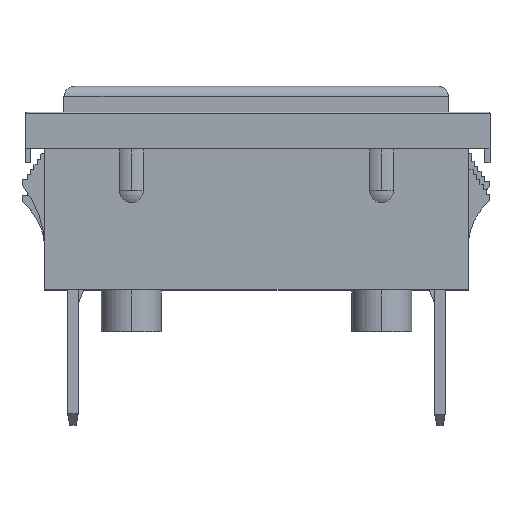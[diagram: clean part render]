
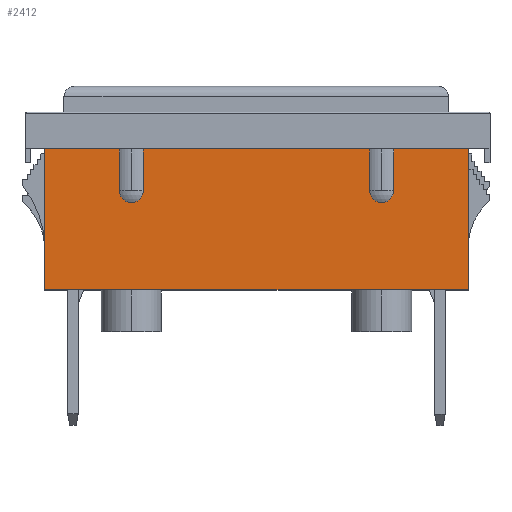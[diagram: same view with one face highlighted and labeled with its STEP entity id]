
A CAD part, top view. The second image highlights one B-rep face of the part: STEP entity #2412.
In plain terms, the highlighted planar face has unit normal (0, 0, 1).
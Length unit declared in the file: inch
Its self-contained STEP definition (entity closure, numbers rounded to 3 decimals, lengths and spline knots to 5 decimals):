
#19 = VERTEX_POINT ( 'NONE', #9697 ) ;
#119 = CARTESIAN_POINT ( 'NONE',  ( 0.635, 0., 0.189 ) ) ;
#263 = EDGE_CURVE ( 'NONE', #8383, #8055, #4902, .T. ) ;
#275 = CARTESIAN_POINT ( 'NONE',  ( -0.375, 0.29732, 0.189 ) ) ;
#536 = VECTOR ( 'NONE', #5541, 39.37008 ) ;
#675 = VECTOR ( 'NONE', #3238, 39.37008 ) ;
#782 = CIRCLE ( 'NONE', #3453, 0.03597 ) ;
#1030 = LINE ( 'NONE', #8454, #4910 ) ;
#1048 = DIRECTION ( 'NONE',  ( -1., 0., 0. ) ) ;
#1081 = EDGE_CURVE ( 'NONE', #2192, #7845, #1873, .T. ) ;
#1219 = VECTOR ( 'NONE', #8543, 39.37008 ) ;
#1277 = CARTESIAN_POINT ( 'NONE',  ( -0.33903, 0.29732, 0.189 ) ) ;
#1295 = VECTOR ( 'NONE', #6576, 39.37008 ) ;
#1457 = VERTEX_POINT ( 'NONE', #7636 ) ;
#1682 = CARTESIAN_POINT ( 'NONE',  ( -0.635, 0.47, 0.189 ) ) ;
#1873 = CIRCLE ( 'NONE', #4331, 0.03597 ) ;
#1978 = DIRECTION ( 'NONE',  ( 0., 0., -1. ) ) ;
#2111 = CARTESIAN_POINT ( 'NONE',  ( 0., 0.42232, 0.189 ) ) ;
#2192 = VERTEX_POINT ( 'NONE', #1277 ) ;
#2412 = ADVANCED_FACE ( 'NONE', ( #4383 ), #3719, .F. ) ;
#2468 = LINE ( 'NONE', #2111, #4269 ) ;
#2607 = VERTEX_POINT ( 'NONE', #4745 ) ;
#2827 = VECTOR ( 'NONE', #4795, 39.37008 ) ;
#3051 = EDGE_CURVE ( 'NONE', #2607, #1457, #6641, .T. ) ;
#3222 = LINE ( 'NONE', #5826, #5295 ) ;
#3238 = DIRECTION ( 'NONE',  ( 0., -1., 0. ) ) ;
#3442 = CARTESIAN_POINT ( 'NONE',  ( 0., 0.42232, 0.189 ) ) ;
#3453 = AXIS2_PLACEMENT_3D ( 'NONE', #6621, #1978, #7397 ) ;
#3520 = LINE ( 'NONE', #4655, #1219 ) ;
#3718 = ORIENTED_EDGE ( 'NONE', *, *, #7726, .T. ) ;
#3719 = PLANE ( 'NONE',  #7573 ) ;
#3766 = ORIENTED_EDGE ( 'NONE', *, *, #8795, .T. ) ;
#3772 = ORIENTED_EDGE ( 'NONE', *, *, #263, .T. ) ;
#3794 = ORIENTED_EDGE ( 'NONE', *, *, #4408, .T. ) ;
#3826 = LINE ( 'NONE', #4100, #10004 ) ;
#3885 = ORIENTED_EDGE ( 'NONE', *, *, #8559, .F. ) ;
#4100 = CARTESIAN_POINT ( 'NONE',  ( -0.41097, 0.29732, 0.189 ) ) ;
#4269 = VECTOR ( 'NONE', #5975, 39.37008 ) ;
#4292 = EDGE_CURVE ( 'NONE', #6920, #8383, #8901, .T. ) ;
#4317 = CARTESIAN_POINT ( 'NONE',  ( 0.635, 0., 0.189 ) ) ;
#4331 = AXIS2_PLACEMENT_3D ( 'NONE', #275, #5700, #1048 ) ;
#4383 = FACE_OUTER_BOUND ( 'NONE', #7824, .T. ) ;
#4389 = CARTESIAN_POINT ( 'NONE',  ( 0.33903, 0.42232, 0.189 ) ) ;
#4408 = EDGE_CURVE ( 'NONE', #7845, #9329, #3826, .T. ) ;
#4508 = ORIENTED_EDGE ( 'NONE', *, *, #4292, .T. ) ;
#4516 = DIRECTION ( 'NONE',  ( -1., 0., 0. ) ) ;
#4655 = CARTESIAN_POINT ( 'NONE',  ( -0.33903, 0.29732, 0.189 ) ) ;
#4745 = CARTESIAN_POINT ( 'NONE',  ( 0.635, 0.42232, 0.189 ) ) ;
#4795 = DIRECTION ( 'NONE',  ( 0., -1., 0. ) ) ;
#4831 = ORIENTED_EDGE ( 'NONE', *, *, #7504, .F. ) ;
#4890 = LINE ( 'NONE', #9412, #2827 ) ;
#4902 = LINE ( 'NONE', #119, #536 ) ;
#4910 = VECTOR ( 'NONE', #9199, 39.37008 ) ;
#5295 = VECTOR ( 'NONE', #6602, 39.37008 ) ;
#5456 = ORIENTED_EDGE ( 'NONE', *, *, #3051, .T. ) ;
#5491 = CARTESIAN_POINT ( 'NONE',  ( -0.41097, 0.29732, 0.189 ) ) ;
#5541 = DIRECTION ( 'NONE',  ( 1., 0., 0. ) ) ;
#5664 = LINE ( 'NONE', #3442, #1295 ) ;
#5700 = DIRECTION ( 'NONE',  ( 0., 0., -1. ) ) ;
#5826 = CARTESIAN_POINT ( 'NONE',  ( 0.41097, 0.29732, 0.189 ) ) ;
#5975 = DIRECTION ( 'NONE',  ( -1., 0., 0. ) ) ;
#6038 = CARTESIAN_POINT ( 'NONE',  ( 0.635, 0.47, 0.189 ) ) ;
#6576 = DIRECTION ( 'NONE',  ( -1., 0., 0. ) ) ;
#6602 = DIRECTION ( 'NONE',  ( 0., 1., 0. ) ) ;
#6621 = CARTESIAN_POINT ( 'NONE',  ( 0.375, 0.29732, 0.189 ) ) ;
#6641 = LINE ( 'NONE', #9153, #8698 ) ;
#6858 = EDGE_CURVE ( 'NONE', #9329, #6920, #5664, .T. ) ;
#6920 = VERTEX_POINT ( 'NONE', #7427 ) ;
#7397 = DIRECTION ( 'NONE',  ( -1., 0., 0. ) ) ;
#7427 = CARTESIAN_POINT ( 'NONE',  ( -0.635, 0.42232, 0.189 ) ) ;
#7504 = EDGE_CURVE ( 'NONE', #7820, #1457, #3222, .T. ) ;
#7573 = AXIS2_PLACEMENT_3D ( 'NONE', #6038, #9134, #4516 ) ;
#7619 = DIRECTION ( 'NONE',  ( -1., 0., 0. ) ) ;
#7636 = CARTESIAN_POINT ( 'NONE',  ( 0.41097, 0.42232, 0.189 ) ) ;
#7650 = CARTESIAN_POINT ( 'NONE',  ( -0.635, 0., 0.189 ) ) ;
#7726 = EDGE_CURVE ( 'NONE', #19, #8108, #1030, .T. ) ;
#7807 = CARTESIAN_POINT ( 'NONE',  ( 0.41097, 0.29732, 0.189 ) ) ;
#7820 = VERTEX_POINT ( 'NONE', #7807 ) ;
#7824 = EDGE_LOOP ( 'NONE', ( #4831, #7968, #3718, #3766, #8295, #8490, #3794, #9267, #4508, #3772, #3885, #5456 ) ) ;
#7845 = VERTEX_POINT ( 'NONE', #5491 ) ;
#7968 = ORIENTED_EDGE ( 'NONE', *, *, #8145, .T. ) ;
#7988 = DIRECTION ( 'NONE',  ( 0., 1., 0. ) ) ;
#8055 = VERTEX_POINT ( 'NONE', #4317 ) ;
#8108 = VERTEX_POINT ( 'NONE', #4389 ) ;
#8145 = EDGE_CURVE ( 'NONE', #7820, #19, #782, .T. ) ;
#8165 = CARTESIAN_POINT ( 'NONE',  ( -0.33903, 0.42232, 0.189 ) ) ;
#8200 = CARTESIAN_POINT ( 'NONE',  ( -0.41097, 0.42232, 0.189 ) ) ;
#8295 = ORIENTED_EDGE ( 'NONE', *, *, #9975, .F. ) ;
#8383 = VERTEX_POINT ( 'NONE', #7650 ) ;
#8454 = CARTESIAN_POINT ( 'NONE',  ( 0.33903, 0.29732, 0.189 ) ) ;
#8490 = ORIENTED_EDGE ( 'NONE', *, *, #1081, .T. ) ;
#8543 = DIRECTION ( 'NONE',  ( 0., 1., 0. ) ) ;
#8559 = EDGE_CURVE ( 'NONE', #2607, #8055, #4890, .T. ) ;
#8698 = VECTOR ( 'NONE', #7619, 39.37008 ) ;
#8795 = EDGE_CURVE ( 'NONE', #8108, #9800, #2468, .T. ) ;
#8901 = LINE ( 'NONE', #1682, #675 ) ;
#9134 = DIRECTION ( 'NONE',  ( 0., 0., -1. ) ) ;
#9153 = CARTESIAN_POINT ( 'NONE',  ( 0., 0.42232, 0.189 ) ) ;
#9199 = DIRECTION ( 'NONE',  ( 0., 1., 0. ) ) ;
#9267 = ORIENTED_EDGE ( 'NONE', *, *, #6858, .T. ) ;
#9329 = VERTEX_POINT ( 'NONE', #8200 ) ;
#9412 = CARTESIAN_POINT ( 'NONE',  ( 0.635, 0.47, 0.189 ) ) ;
#9697 = CARTESIAN_POINT ( 'NONE',  ( 0.33903, 0.29732, 0.189 ) ) ;
#9800 = VERTEX_POINT ( 'NONE', #8165 ) ;
#9975 = EDGE_CURVE ( 'NONE', #2192, #9800, #3520, .T. ) ;
#10004 = VECTOR ( 'NONE', #7988, 39.37008 ) ;
